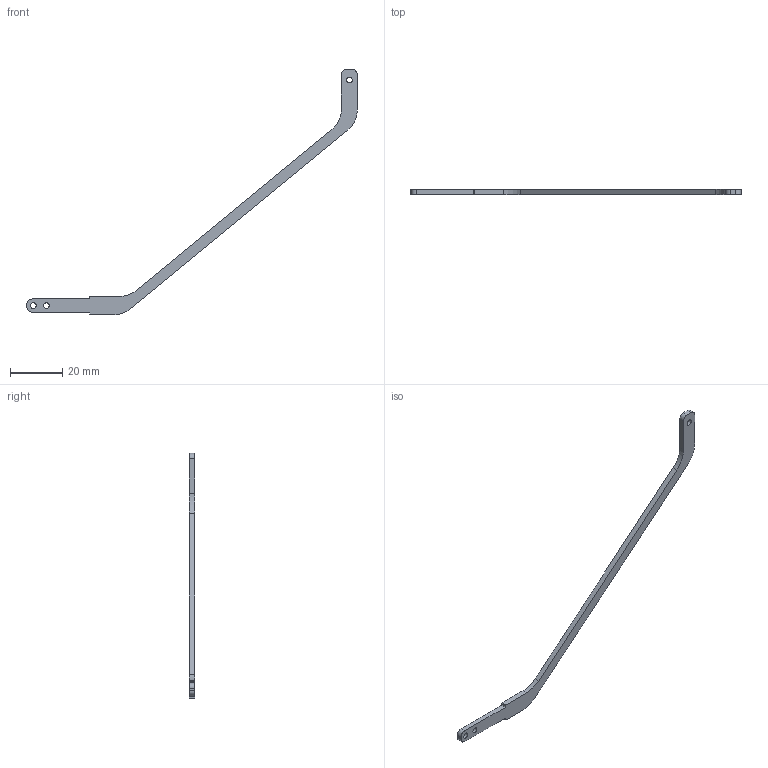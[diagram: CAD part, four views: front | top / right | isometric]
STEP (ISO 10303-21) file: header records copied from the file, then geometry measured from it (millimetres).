
FILE_DESCRIPTION(('CATIA V5 STEP Exchange'),'2;1');
FILE_NAME('Main Support 4.stp','2024-11-23T09:45:42+00:00',('none'),('none'),'CATIA Version 5 Release 20 GA (IN-10)','CATIA V5 STEP AP203','none');
FILE_SCHEMA(('CONFIG_CONTROL_DESIGN'));
Length unit declared in the file: millimetre
Products named in the file (1): Ornithopter
Bounding box: 126 x 2 x 93.6 mm (x, y, z)
Volume: 1527.7 mm3; surface area: 2256.7 mm2
Topology: 1 solids, 1 shells, 32 faces, 90 edges, 60 vertices
Faces by surface type: cylinder 18, plane 14
Entity records: 1048 total; most frequent: ORIENTED_EDGE 180, CARTESIAN_POINT 179, DIRECTION 146, EDGE_CURVE 90, AXIS2_PLACEMENT_3D 65, VERTEX_POINT 60, VECTOR 54, LINE 54
